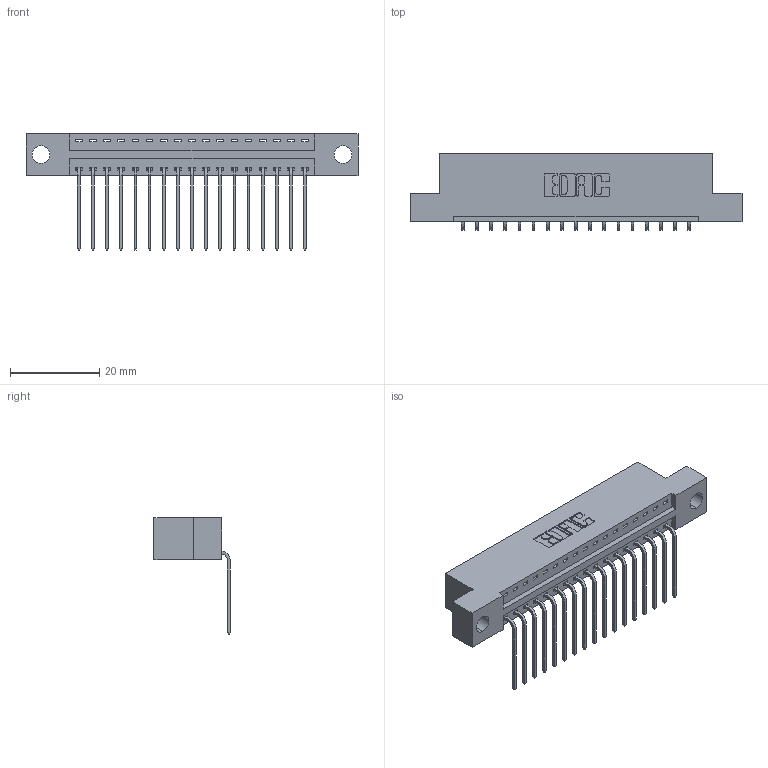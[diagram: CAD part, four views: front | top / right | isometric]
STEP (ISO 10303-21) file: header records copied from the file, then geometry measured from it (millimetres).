
FILE_DESCRIPTION (( 'STEP AP203' ), '1' );
FILE_NAME ('346-017-559-104.STEP', '2022-05-05T13:31:58', ( '' ), ( '' ), 'SwSTEP 2.0', 'SolidWorks 2020', '' );
FILE_SCHEMA (( 'CONFIG_CONTROL_DESIGN' ));
Length unit declared in the file: inch
Products named in the file (3): 345-292-001_558 559 Tail - 1; 346-017-559-104; 346 Part_Flush Mounting Lugs - 0.156 Dia-TH
Assembly tree (18 placements, depth 2):
  346-017-559-104
    346 Part_Flush Mounting Lugs - 0.156 Dia-TH
    345-292-001_558 559 Tail - 1  x17
Bounding box: 74.55 x 17.08 x 26.16 mm (x, y, z)
Volume: 6914.4 mm3; surface area: 8547.5 mm2
Topology: 18 solids, 18 shells, 1156 faces, 3459 edges, 2282 vertices
Faces by surface type: plane 804, cylinder 352
Entity records: 14419 total; most frequent: CARTESIAN_POINT 2489, ORIENTED_EDGE 2438, DIRECTION 2225, EDGE_CURVE 1219, VECTOR 1019, LINE 1019, VERTEX_POINT 810, AXIS2_PLACEMENT_3D 603
